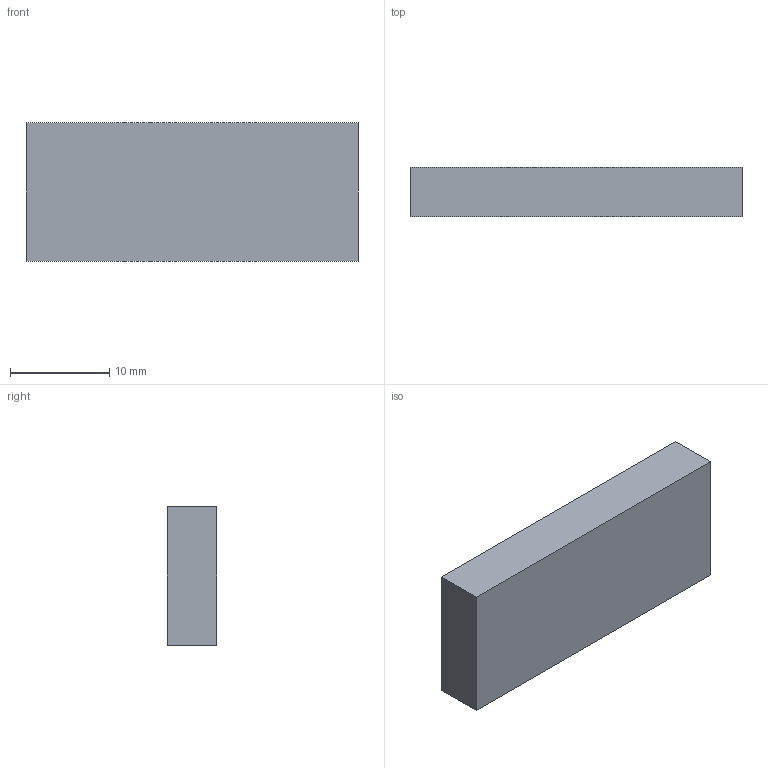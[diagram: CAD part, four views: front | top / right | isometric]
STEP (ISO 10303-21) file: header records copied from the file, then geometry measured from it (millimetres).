
FILE_DESCRIPTION(('Open CASCADE Model'),'2;1');
FILE_NAME('Open CASCADE Shape Model','2023-03-20T12:15:30',('Author'),( 'Open CASCADE'),'Open CASCADE STEP processor 7.6','Open CASCADE 7.6' ,'Unknown');
FILE_SCHEMA(('AUTOMOTIVE_DESIGN { 1 0 10303 214 1 1 1 1 }'));
Length unit declared in the file: millimetre
Products named in the file (1): Open CASCADE STEP translator 7.6 4
Bounding box: 33.5 x 5 x 14 mm (x, y, z)
Volume: 1706 mm3; surface area: 1595.4 mm2
Topology: 1 solids, 1 shells, 15 faces, 40 edges, 28 vertices
Faces by surface type: plane 12, bspline 3
Entity records: 954 total; most frequent: CARTESIAN_POINT 215, DIRECTION 104, ORIENTED_EDGE 80, PCURVE 80, DEFINITIONAL_REPRESENTATION 80, LINE 78, VECTOR 78, B_SPLINE_CURVE_WITH_KNOTS 42
